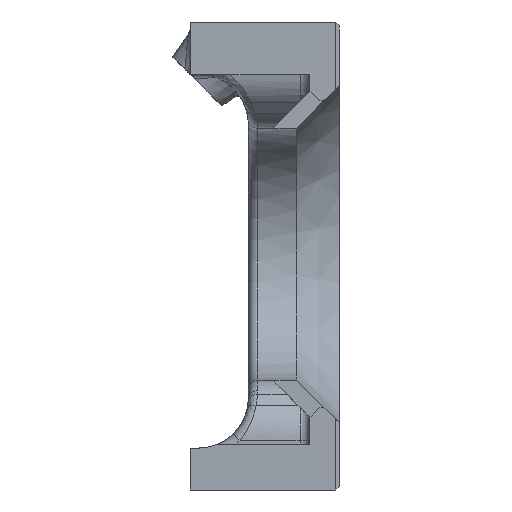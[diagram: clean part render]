
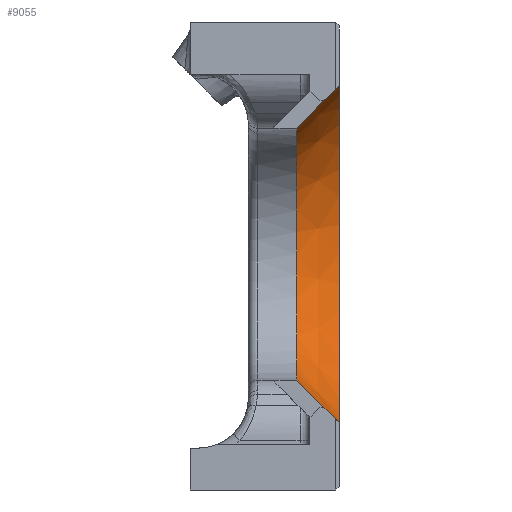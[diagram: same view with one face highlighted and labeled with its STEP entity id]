
A CAD part, left-side view. The second image highlights one B-rep face of the part: STEP entity #9055.
In plain terms, the highlighted conical face has half-angle 45 degrees and reference radius 6.937 mm.
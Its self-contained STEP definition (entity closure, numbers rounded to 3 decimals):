
#411 = EDGE_CURVE ( 'NONE', #10487, #2102, #2852, .T. ) ;
#560 = DIRECTION ( 'NONE',  ( 0., 1., 0. ) ) ;
#567 = EDGE_CURVE ( 'NONE', #12999, #11505, #17546, .T. ) ;
#794 = VECTOR ( 'NONE', #2546, 1000. ) ;
#1883 = VERTEX_POINT ( 'NONE', #9512 ) ;
#2102 = VERTEX_POINT ( 'NONE', #10948 ) ;
#2410 = ORIENTED_EDGE ( 'NONE', *, *, #14427, .T. ) ;
#2546 = DIRECTION ( 'NONE',  ( 0., 0.707, 0.707 ) ) ;
#2632 = AXIS2_PLACEMENT_3D ( 'NONE', #4842, #13949, #560 ) ;
#2852 = LINE ( 'NONE', #13379, #6779 ) ;
#3270 = ORIENTED_EDGE ( 'NONE', *, *, #411, .T. ) ;
#3451 = VECTOR ( 'NONE', #17337, 1000. ) ;
#3660 = CARTESIAN_POINT ( 'NONE',  ( -141.892, 22.913, 0. ) ) ;
#4019 = ORIENTED_EDGE ( 'NONE', *, *, #567, .T. ) ;
#4807 = VERTEX_POINT ( 'NONE', #13477 ) ;
#4842 = CARTESIAN_POINT ( 'NONE',  ( -141.892, 22.913, 10. ) ) ;
#5291 = CIRCLE ( 'NONE', #13260, 12.646 ) ;
#5798 = DIRECTION ( 'NONE',  ( 0., 0.707, 0.707 ) ) ;
#6256 = DIRECTION ( 'NONE',  ( 0., 1., 0. ) ) ;
#6779 = VECTOR ( 'NONE', #12149, 1000. ) ;
#7062 = EDGE_CURVE ( 'NONE', #2102, #4807, #16085, .T. ) ;
#7505 = CARTESIAN_POINT ( 'NONE',  ( -141.892, 15.621, 9.646 ) ) ;
#8960 = CARTESIAN_POINT ( 'NONE',  ( -141.892, 5.975, 0. ) ) ;
#9055 = ADVANCED_FACE ( 'NONE', ( #14036 ), #10365, .F. ) ;
#9137 = DIRECTION ( 'NONE',  ( 0., 1., 0. ) ) ;
#9337 = CIRCLE ( 'NONE', #13016, 16.937 ) ;
#9512 = CARTESIAN_POINT ( 'NONE',  ( -141.892, 10.267, 4.292 ) ) ;
#10365 = CONICAL_SURFACE ( 'NONE', #2632, 6.937, 0.785 ) ;
#10487 = VERTEX_POINT ( 'NONE', #15349 ) ;
#10948 = CARTESIAN_POINT ( 'NONE',  ( -141.892, 38.3, 1.55 ) ) ;
#11456 = ORIENTED_EDGE ( 'NONE', *, *, #7062, .T. ) ;
#11505 = VERTEX_POINT ( 'NONE', #14312 ) ;
#12149 = DIRECTION ( 'NONE',  ( 0., 0.707, -0.707 ) ) ;
#12935 = DIRECTION ( 'NONE',  ( 0., 0., 1. ) ) ;
#12999 = VERTEX_POINT ( 'NONE', #8960 ) ;
#13016 = AXIS2_PLACEMENT_3D ( 'NONE', #3660, #15897, #9137 ) ;
#13156 = EDGE_CURVE ( 'NONE', #4807, #12999, #9337, .T. ) ;
#13260 = AXIS2_PLACEMENT_3D ( 'NONE', #15620, #12935, #6256 ) ;
#13379 = CARTESIAN_POINT ( 'NONE',  ( -141.892, 22.913, 16.937 ) ) ;
#13477 = CARTESIAN_POINT ( 'NONE',  ( -141.892, 39.85, 0. ) ) ;
#13483 = CARTESIAN_POINT ( 'NONE',  ( -141.892, 17.558, 22.292 ) ) ;
#13573 = VECTOR ( 'NONE', #5798, 1000. ) ;
#13949 = DIRECTION ( 'NONE',  ( 0., 0., -1. ) ) ;
#14036 = FACE_OUTER_BOUND ( 'NONE', #14095, .T. ) ;
#14095 = EDGE_LOOP ( 'NONE', ( #4019, #16844, #2410, #3270, #11456, #14564 ) ) ;
#14312 = CARTESIAN_POINT ( 'NONE',  ( -141.892, 7.525, 1.55 ) ) ;
#14427 = EDGE_CURVE ( 'NONE', #1883, #10487, #5291, .T. ) ;
#14564 = ORIENTED_EDGE ( 'NONE', *, *, #13156, .T. ) ;
#15162 = CARTESIAN_POINT ( 'NONE',  ( -141.892, 22.913, 16.937 ) ) ;
#15346 = LINE ( 'NONE', #15162, #13573 ) ;
#15349 = CARTESIAN_POINT ( 'NONE',  ( -141.892, 35.558, 4.292 ) ) ;
#15620 = CARTESIAN_POINT ( 'NONE',  ( -141.892, 22.913, 4.292 ) ) ;
#15681 = EDGE_CURVE ( 'NONE', #11505, #1883, #15346, .T. ) ;
#15897 = DIRECTION ( 'NONE',  ( 0., 0., -1. ) ) ;
#16085 = LINE ( 'NONE', #13483, #3451 ) ;
#16844 = ORIENTED_EDGE ( 'NONE', *, *, #15681, .T. ) ;
#17337 = DIRECTION ( 'NONE',  ( 0., 0.707, -0.707 ) ) ;
#17546 = LINE ( 'NONE', #7505, #794 ) ;
